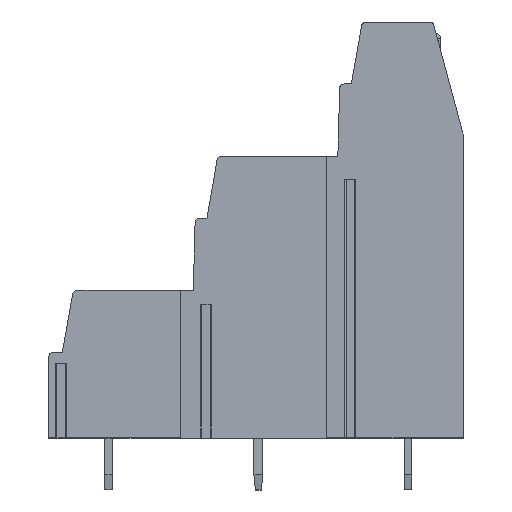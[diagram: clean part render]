
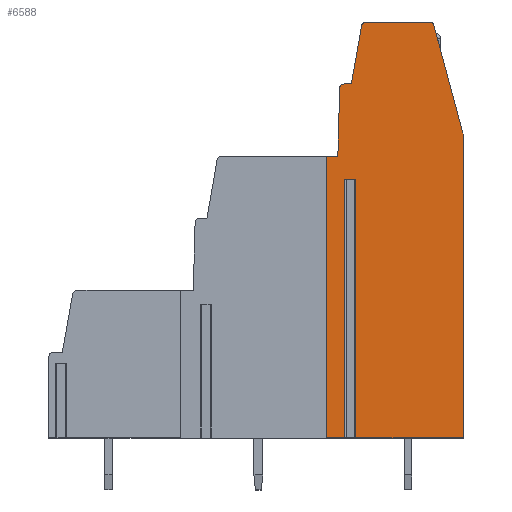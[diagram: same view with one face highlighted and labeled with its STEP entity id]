
A CAD part, top view. The second image highlights one B-rep face of the part: STEP entity #6588.
In plain terms, the highlighted planar face has unit normal (0, 0, 1).
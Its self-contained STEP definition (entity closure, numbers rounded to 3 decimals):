
#14=DIRECTION('',(-1.,0.,0.));
#15=VECTOR('',#14,0.743);
#16=CARTESIAN_POINT('',(1.908,2.65,12.7));
#17=LINE('',#16,#15);
#18=DIRECTION('',(0.,-1.,0.));
#19=VECTOR('',#18,17.55);
#20=CARTESIAN_POINT('',(1.165,2.65,12.7));
#21=LINE('',#20,#19);
#22=DIRECTION('',(1.,0.,0.));
#23=VECTOR('',#22,1.228);
#24=CARTESIAN_POINT('',(-0.063,-14.9,12.7));
#25=LINE('',#24,#23);
#26=DIRECTION('',(-1.,0.,0.));
#27=VECTOR('',#26,0.75);
#28=CARTESIAN_POINT('',(0.687,4.2,12.7));
#29=LINE('',#28,#27);
#30=DIRECTION('',(-0.026,-1.,0.));
#31=VECTOR('',#30,4.609);
#32=CARTESIAN_POINT('',(0.808,8.808,12.7));
#33=LINE('',#32,#31);
#34=CARTESIAN_POINT('',(1.108,8.8,12.7));
#35=DIRECTION('',(0.,0.,1.));
#36=DIRECTION('',(0.,1.,0.));
#37=AXIS2_PLACEMENT_3D('',#34,#35,#36);
#39=DIRECTION('',(-1.,0.,0.));
#40=VECTOR('',#39,0.497);
#41=CARTESIAN_POINT('',(1.605,9.1,12.7));
#42=LINE('',#41,#40);
#43=DIRECTION('',(-0.174,-0.985,0.));
#44=VECTOR('',#43,4.013);
#45=CARTESIAN_POINT('',(2.301,13.052,12.7));
#46=LINE('',#45,#44);
#47=CARTESIAN_POINT('',(2.597,13.,12.7));
#48=DIRECTION('',(0.,0.,1.));
#49=DIRECTION('',(0.,1.,0.));
#50=AXIS2_PLACEMENT_3D('',#47,#48,#49);
#52=DIRECTION('',(-1.,0.,0.));
#53=VECTOR('',#52,4.31);
#54=CARTESIAN_POINT('',(6.907,13.3,12.7));
#55=LINE('',#54,#53);
#56=CARTESIAN_POINT('',(6.907,13.,12.7));
#57=DIRECTION('',(0.,0.,1.));
#58=DIRECTION('',(0.966,0.259,0.));
#59=AXIS2_PLACEMENT_3D('',#56,#57,#58);
#61=CARTESIAN_POINT('',(8.187,5.518,12.7));
#62=DIRECTION('',(0.,0.,1.));
#63=DIRECTION('',(1.,0.,0.));
#64=AXIS2_PLACEMENT_3D('',#61,#62,#63);
#66=DIRECTION('',(0.,1.,0.));
#67=VECTOR('',#66,20.418);
#68=CARTESIAN_POINT('',(9.187,-14.9,12.7));
#69=LINE('',#68,#67);
#70=DIRECTION('',(1.,0.,0.));
#71=VECTOR('',#70,7.279);
#72=CARTESIAN_POINT('',(1.908,-14.9,12.7));
#73=LINE('',#72,#71);
#74=DIRECTION('',(0.,-1.,0.));
#75=VECTOR('',#74,17.55);
#76=CARTESIAN_POINT('',(1.908,2.65,12.7));
#77=LINE('',#76,#75);
#1828=DIRECTION('',(-0.259,0.966,0.));
#1829=VECTOR('',#1828,7.558);
#1830=CARTESIAN_POINT('',(9.153,5.777,12.7));
#1831=LINE('',#1830,#1829);
#2663=DIRECTION('',(0.,-1.,0.));
#2664=VECTOR('',#2663,19.1);
#2665=CARTESIAN_POINT('',(-0.063,4.2,12.7));
#2666=LINE('',#2665,#2664);
#5157=CARTESIAN_POINT('',(9.187,-14.9,12.7));
#5158=CARTESIAN_POINT('',(9.187,5.518,12.7));
#5159=VERTEX_POINT('',#5157);
#5160=VERTEX_POINT('',#5158);
#5161=CARTESIAN_POINT('',(9.153,5.777,12.7));
#5162=VERTEX_POINT('',#5161);
#5163=CARTESIAN_POINT('',(7.197,13.078,12.7));
#5164=CARTESIAN_POINT('',(6.907,13.3,12.7));
#5165=VERTEX_POINT('',#5163);
#5166=VERTEX_POINT('',#5164);
#5167=CARTESIAN_POINT('',(2.597,13.3,12.7));
#5168=VERTEX_POINT('',#5167);
#5169=CARTESIAN_POINT('',(2.301,13.052,12.7));
#5170=VERTEX_POINT('',#5169);
#5171=CARTESIAN_POINT('',(1.605,9.1,12.7));
#5172=VERTEX_POINT('',#5171);
#5173=CARTESIAN_POINT('',(1.108,9.1,12.7));
#5174=VERTEX_POINT('',#5173);
#5175=CARTESIAN_POINT('',(0.808,8.808,12.7));
#5176=VERTEX_POINT('',#5175);
#5177=CARTESIAN_POINT('',(0.687,4.2,12.7));
#5178=VERTEX_POINT('',#5177);
#5217=CARTESIAN_POINT('',(-0.063,-14.9,12.7));
#5219=VERTEX_POINT('',#5217);
#5225=CARTESIAN_POINT('',(-0.063,4.2,12.7));
#5226=VERTEX_POINT('',#5225);
#5273=CARTESIAN_POINT('',(1.908,2.65,12.7));
#5274=CARTESIAN_POINT('',(1.165,2.65,12.7));
#5275=VERTEX_POINT('',#5273);
#5276=VERTEX_POINT('',#5274);
#5277=CARTESIAN_POINT('',(1.908,-14.9,12.7));
#5278=VERTEX_POINT('',#5277);
#5279=CARTESIAN_POINT('',(1.165,-14.9,12.7));
#5280=VERTEX_POINT('',#5279);
#6547=CARTESIAN_POINT('',(0.,0.,12.7));
#6548=DIRECTION('',(0.,0.,1.));
#6549=DIRECTION('',(1.,0.,0.));
#6550=AXIS2_PLACEMENT_3D('',#6547,#6548,#6549);
#6551=PLANE('',#6550);
#6553=ORIENTED_EDGE('',*,*,#6552,.T.);
#6555=ORIENTED_EDGE('',*,*,#6554,.T.);
#6557=ORIENTED_EDGE('',*,*,#6556,.F.);
#6559=ORIENTED_EDGE('',*,*,#6558,.F.);
#6561=ORIENTED_EDGE('',*,*,#6560,.F.);
#6563=ORIENTED_EDGE('',*,*,#6562,.F.);
#6565=ORIENTED_EDGE('',*,*,#6564,.F.);
#6567=ORIENTED_EDGE('',*,*,#6566,.F.);
#6569=ORIENTED_EDGE('',*,*,#6568,.F.);
#6571=ORIENTED_EDGE('',*,*,#6570,.F.);
#6573=ORIENTED_EDGE('',*,*,#6572,.F.);
#6575=ORIENTED_EDGE('',*,*,#6574,.F.);
#6577=ORIENTED_EDGE('',*,*,#6576,.F.);
#6579=ORIENTED_EDGE('',*,*,#6578,.F.);
#6581=ORIENTED_EDGE('',*,*,#6580,.F.);
#6583=ORIENTED_EDGE('',*,*,#6582,.F.);
#6585=ORIENTED_EDGE('',*,*,#6584,.F.);
#6586=EDGE_LOOP('',(#6553,#6555,#6557,#6559,#6561,#6563,#6565,#6567,#6569,#6571,
#6573,#6575,#6577,#6579,#6581,#6583,#6585));
#6587=FACE_OUTER_BOUND('',#6586,.F.);
#38=CIRCLE('',#37,0.3);
#51=CIRCLE('',#50,0.3);
#60=CIRCLE('',#59,0.3);
#65=CIRCLE('',#64,1.);
#6552=EDGE_CURVE('',#5275,#5276,#17,.T.);
#6554=EDGE_CURVE('',#5276,#5280,#21,.T.);
#6556=EDGE_CURVE('',#5219,#5280,#25,.T.);
#6558=EDGE_CURVE('',#5226,#5219,#2666,.T.);
#6560=EDGE_CURVE('',#5178,#5226,#29,.T.);
#6562=EDGE_CURVE('',#5176,#5178,#33,.T.);
#6564=EDGE_CURVE('',#5174,#5176,#38,.T.);
#6566=EDGE_CURVE('',#5172,#5174,#42,.T.);
#6568=EDGE_CURVE('',#5170,#5172,#46,.T.);
#6570=EDGE_CURVE('',#5168,#5170,#51,.T.);
#6572=EDGE_CURVE('',#5166,#5168,#55,.T.);
#6574=EDGE_CURVE('',#5165,#5166,#60,.T.);
#6576=EDGE_CURVE('',#5162,#5165,#1831,.T.);
#6578=EDGE_CURVE('',#5160,#5162,#65,.T.);
#6580=EDGE_CURVE('',#5159,#5160,#69,.T.);
#6582=EDGE_CURVE('',#5278,#5159,#73,.T.);
#6584=EDGE_CURVE('',#5275,#5278,#77,.T.);
#6588=ADVANCED_FACE('',(#6587),#6551,.T.);
